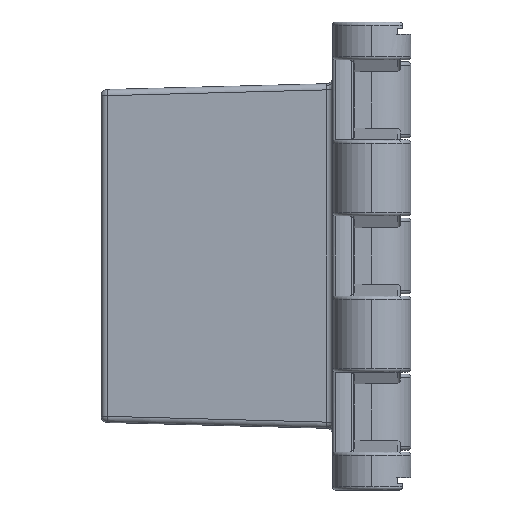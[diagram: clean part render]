
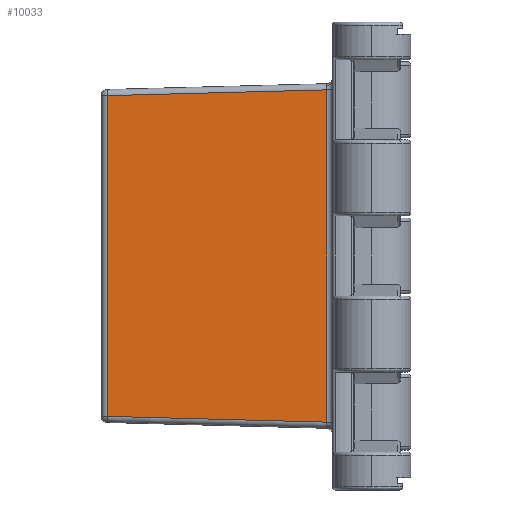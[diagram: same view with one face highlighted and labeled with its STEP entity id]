
A CAD part, left-side view. The second image highlights one B-rep face of the part: STEP entity #10033.
In plain terms, the highlighted planar face has unit normal (-1, 0.026, 0).
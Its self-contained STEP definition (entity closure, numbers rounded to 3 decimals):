
#1011 = VERTEX_POINT ( 'NONE', #9018 ) ;
#1713 = EDGE_CURVE ( 'NONE', #1011, #12331, #11458, .T. ) ;
#1956 = VECTOR ( 'NONE', #8506, 1000. ) ;
#2828 = CARTESIAN_POINT ( 'NONE',  ( -1.974, 7.324, 27. ) ) ;
#4260 = LINE ( 'NONE', #4444, #9157 ) ;
#4276 = VERTEX_POINT ( 'NONE', #5213 ) ;
#4444 = CARTESIAN_POINT ( 'NONE',  ( -2.001, 6.324, -27.001 ) ) ;
#4804 = CARTESIAN_POINT ( 'NONE',  ( -1.962, 7.788, 26.963 ) ) ;
#4918 = EDGE_CURVE ( 'NONE', #12331, #4276, #5996, .T. ) ;
#5213 = CARTESIAN_POINT ( 'NONE',  ( -1.041, 42.976, 26.041 ) ) ;
#5312 = ORIENTED_EDGE ( 'NONE', *, *, #8185, .T. ) ;
#5425 = EDGE_CURVE ( 'NONE', #6111, #1011, #4260, .T. ) ;
#5680 = DIRECTION ( 'NONE',  ( 0., 0., -1. ) ) ;
#5996 = LINE ( 'NONE', #4804, #9943 ) ;
#6108 = CARTESIAN_POINT ( 'NONE',  ( -1.974, 7.324, 26.975 ) ) ;
#6111 = VERTEX_POINT ( 'NONE', #8602 ) ;
#7289 = ORIENTED_EDGE ( 'NONE', *, *, #4918, .T. ) ;
#7496 = ORIENTED_EDGE ( 'NONE', *, *, #5425, .T. ) ;
#7551 = DIRECTION ( 'NONE',  ( -1., 0.026, 0. ) ) ;
#7685 = AXIS2_PLACEMENT_3D ( 'NONE', #8373, #7551, #11444 ) ;
#8185 = EDGE_CURVE ( 'NONE', #4276, #6111, #12453, .T. ) ;
#8373 = CARTESIAN_POINT ( 'NONE',  ( -2., 6.35, -28. ) ) ;
#8506 = DIRECTION ( 'NONE',  ( 0., 0., 1. ) ) ;
#8602 = CARTESIAN_POINT ( 'NONE',  ( -1.041, 42.976, -26.041 ) ) ;
#9018 = CARTESIAN_POINT ( 'NONE',  ( -1.974, 7.324, -26.975 ) ) ;
#9105 = DIRECTION ( 'NONE',  ( -0.026, -0.999, -0.026 ) ) ;
#9157 = VECTOR ( 'NONE', #9105, 1000. ) ;
#9512 = ORIENTED_EDGE ( 'NONE', *, *, #1713, .T. ) ;
#9734 = VECTOR ( 'NONE', #5680, 1000. ) ;
#9943 = VECTOR ( 'NONE', #10706, 1000. ) ;
#10033 = ADVANCED_FACE ( 'NONE', ( #12328 ), #10439, .T. ) ;
#10439 = PLANE ( 'NONE',  #7685 ) ;
#10706 = DIRECTION ( 'NONE',  ( 0.026, 0.999, -0.026 ) ) ;
#11444 = DIRECTION ( 'NONE',  ( -0.026, -1., 0. ) ) ;
#11458 = LINE ( 'NONE', #2828, #1956 ) ;
#11950 = EDGE_LOOP ( 'NONE', ( #7496, #9512, #7289, #5312 ) ) ;
#12328 = FACE_OUTER_BOUND ( 'NONE', #11950, .T. ) ;
#12331 = VERTEX_POINT ( 'NONE', #6108 ) ;
#12342 = CARTESIAN_POINT ( 'NONE',  ( -1.041, 42.976, -28. ) ) ;
#12453 = LINE ( 'NONE', #12342, #9734 ) ;
